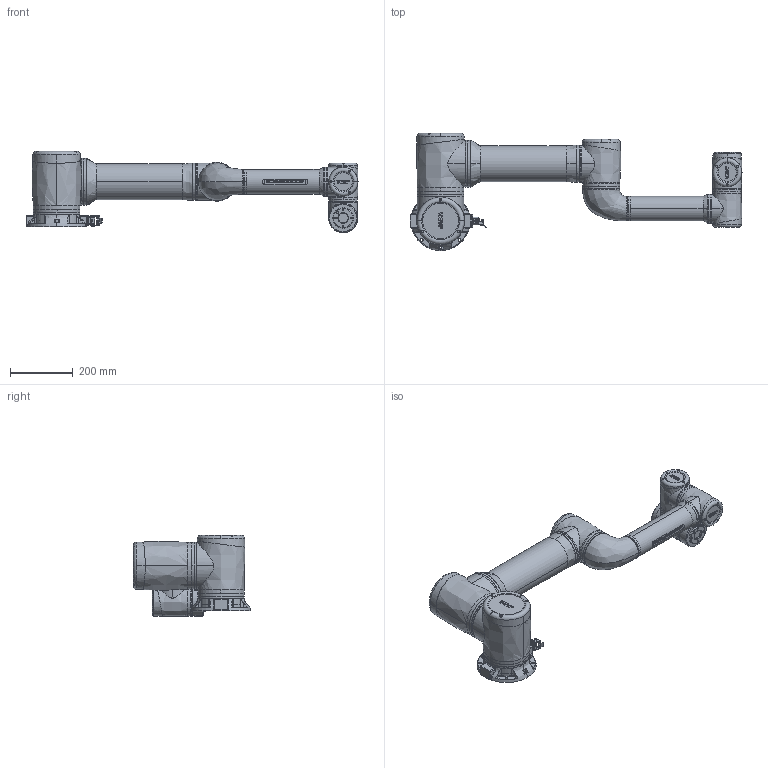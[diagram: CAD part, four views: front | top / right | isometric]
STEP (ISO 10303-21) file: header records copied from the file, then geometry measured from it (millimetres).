
FILE_DESCRIPTION (( 'STEP AP214' ), '1' );
FILE_NAME ('Zu 18 210907.STEP', '2021-09-07T05:01:33', ( 'Jiaxin' ), ( '' ), 'SwSTEP 2.0', 'SolidWorks 2016', '' );
FILE_SCHEMA (( 'AUTOMOTIVE_DESIGN' ));
Length unit declared in the file: millimetre
Products named in the file (8): Zu 18 06_默认; Zu 18 05_默认; Zu 18 04_默认; Zu 18 03_默认; Zu 18 02_默认; Zu 18 01_默认; Zu 18 00_默认; Zu 18 210907
Assembly tree (7 placements, depth 2):
  Zu 18 210907
    Zu 18 00_默认
    Zu 18 01_默认
    Zu 18 02_默认
    Zu 18 03_默认
    Zu 18 04_默认
    Zu 18 05_默认
    Zu 18 06_默认
Bounding box: 1054.18 x 372.15 x 257.91 mm (x, y, z)
Volume: 18573645.9 mm3; surface area: 1036667.7 mm2
Topology: 13 solids, 16 shells, 1818 faces, 4801 edges, 3104 vertices
Faces by surface type: plane 922, cylinder 449, bspline 318, torus 115, cone 13, sphere 1
Entity records: 84966 total; most frequent: CARTESIAN_POINT 38123, ORIENTED_EDGE 9392, DIRECTION 8083, EDGE_CURVE 4791, VERTEX_POINT 3104, LINE 2789, VECTOR 2789, AXIS2_PLACEMENT_3D 2647
